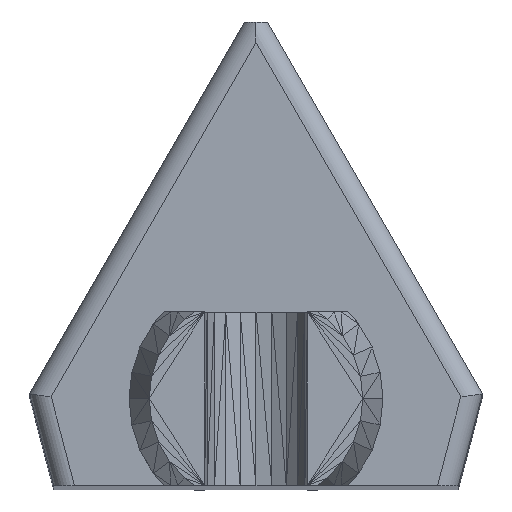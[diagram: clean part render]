
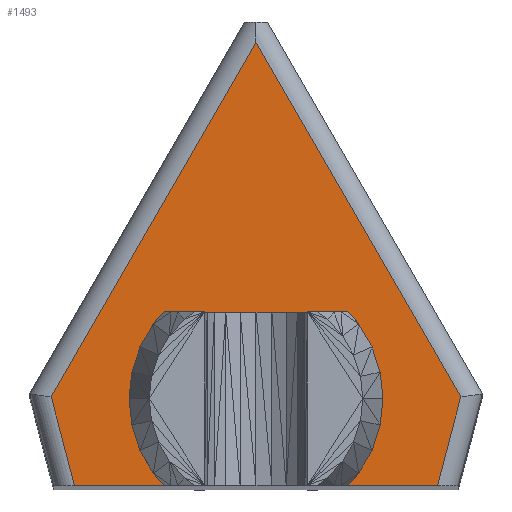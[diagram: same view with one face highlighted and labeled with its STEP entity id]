
A CAD part, top view. The second image highlights one B-rep face of the part: STEP entity #1493.
In plain terms, the highlighted planar face has unit normal (0, 0, 1).
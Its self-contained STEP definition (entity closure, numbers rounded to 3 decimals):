
#6 = AXIS2_PLACEMENT_3D ( 'NONE', #2856, #11837, #6242 ) ;
#736 = PLANE ( 'NONE',  #6 ) ;
#1045 = LINE ( 'NONE', #5530, #5369 ) ;
#1058 = CARTESIAN_POINT ( 'NONE',  ( 0., 7., 80. ) ) ;
#1092 = CARTESIAN_POINT ( 'NONE',  ( 5.079, -1.797, 80. ) ) ;
#1493 = ADVANCED_FACE ( 'NONE', ( #4101 ), #736, .F. ) ;
#1832 = ORIENTED_EDGE ( 'NONE', *, *, #7075, .T. ) ;
#1868 = CARTESIAN_POINT ( 'NONE',  ( 5.131, -1.599, 80. ) ) ;
#2176 = CARTESIAN_POINT ( 'NONE',  ( 4.502, -4., 80. ) ) ;
#2258 = LINE ( 'NONE', #5432, #11444 ) ;
#2284 = DIRECTION ( 'NONE',  ( 0.253, -0.967, 0. ) ) ;
#2856 = CARTESIAN_POINT ( 'NONE',  ( 0., 0., 80. ) ) ;
#3125 = VERTEX_POINT ( 'NONE', #1058 ) ;
#3256 = VECTOR ( 'NONE', #9378, 1000. ) ;
#3353 = ORIENTED_EDGE ( 'NONE', *, *, #3709, .T. ) ;
#3380 = CARTESIAN_POINT ( 'NONE',  ( -4.535, -3.873, 80. ) ) ;
#3709 = EDGE_CURVE ( 'NONE', #9511, #10368, #13462, .T. ) ;
#4101 = FACE_OUTER_BOUND ( 'NONE', #12680, .T. ) ;
#4257 = CARTESIAN_POINT ( 'NONE',  ( -5.079, -1.797, 80. ) ) ;
#5094 = LINE ( 'NONE', #1868, #3256 ) ;
#5369 = VECTOR ( 'NONE', #10016, 1000. ) ;
#5432 = CARTESIAN_POINT ( 'NONE',  ( 3.031, 1.75, 80. ) ) ;
#5530 = CARTESIAN_POINT ( 'NONE',  ( -3.031, 1.75, 80. ) ) ;
#5861 = VERTEX_POINT ( 'NONE', #2176 ) ;
#6242 = DIRECTION ( 'NONE',  ( -1., 0., 0. ) ) ;
#6304 = EDGE_CURVE ( 'NONE', #10368, #5861, #14240, .T. ) ;
#7075 = EDGE_CURVE ( 'NONE', #5861, #8642, #5094, .T. ) ;
#7336 = ORIENTED_EDGE ( 'NONE', *, *, #11056, .T. ) ;
#8459 = CARTESIAN_POINT ( 'NONE',  ( -4.502, -4., 80. ) ) ;
#8642 = VERTEX_POINT ( 'NONE', #1092 ) ;
#9366 = ORIENTED_EDGE ( 'NONE', *, *, #14103, .T. ) ;
#9378 = DIRECTION ( 'NONE',  ( 0.253, 0.967, 0. ) ) ;
#9511 = VERTEX_POINT ( 'NONE', #4257 ) ;
#9629 = CARTESIAN_POINT ( 'NONE',  ( 6.928, -4., 80. ) ) ;
#9856 = VECTOR ( 'NONE', #14102, 1000. ) ;
#10016 = DIRECTION ( 'NONE',  ( -0.5, -0.866, 0. ) ) ;
#10368 = VERTEX_POINT ( 'NONE', #8459 ) ;
#11056 = EDGE_CURVE ( 'NONE', #8642, #3125, #2258, .T. ) ;
#11444 = VECTOR ( 'NONE', #12260, 1000. ) ;
#11837 = DIRECTION ( 'NONE',  ( 0., 0., -1. ) ) ;
#11977 = ORIENTED_EDGE ( 'NONE', *, *, #6304, .T. ) ;
#12228 = VECTOR ( 'NONE', #2284, 1000. ) ;
#12260 = DIRECTION ( 'NONE',  ( -0.5, 0.866, 0. ) ) ;
#12680 = EDGE_LOOP ( 'NONE', ( #9366, #3353, #11977, #1832, #7336 ) ) ;
#13462 = LINE ( 'NONE', #3380, #12228 ) ;
#14102 = DIRECTION ( 'NONE',  ( 1., 0., 0. ) ) ;
#14103 = EDGE_CURVE ( 'NONE', #3125, #9511, #1045, .T. ) ;
#14240 = LINE ( 'NONE', #9629, #9856 ) ;
